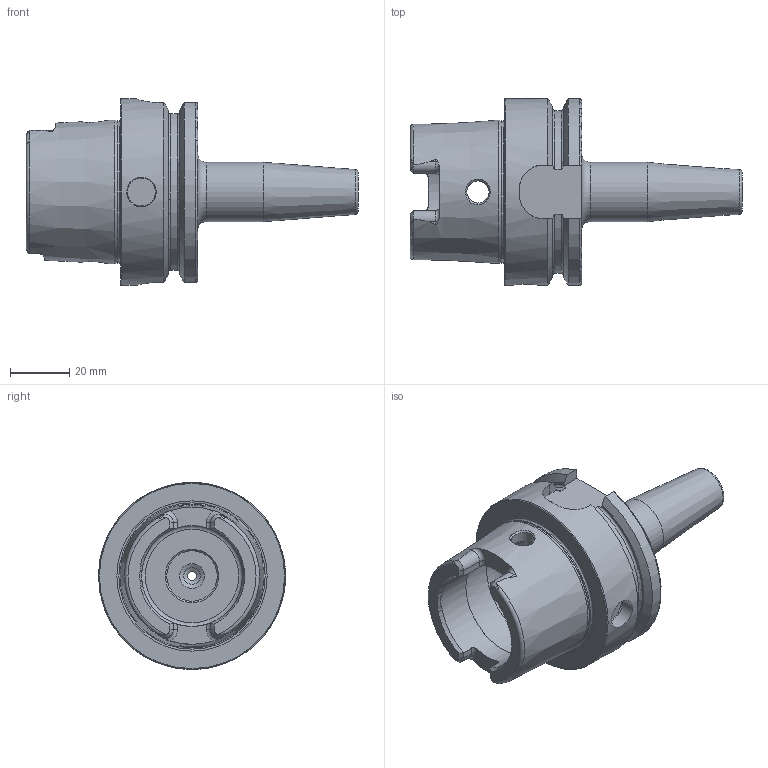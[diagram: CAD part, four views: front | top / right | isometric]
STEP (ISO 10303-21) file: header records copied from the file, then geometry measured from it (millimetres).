
FILE_DESCRIPTION (( 'STEP AP214' ), '1' );
FILE_NAME ('HA6.S03.K01.080.STEP', '2021-12-15T13:28:36', ( '' ), ( '' ), 'SwSTEP 2.0', 'SolidWorks 2017', '' );
FILE_SCHEMA (( 'AUTOMOTIVE_DESIGN' ));
Length unit declared in the file: millimetre
Products named in the file (1): HA6.S03.K01.080
Bounding box: 111.9 x 63 x 63 mm (x, y, z)
Volume: 93708.9 mm3; surface area: 26508.4 mm2
Topology: 1 solids, 1 shells, 140 faces, 368 edges, 235 vertices
Faces by surface type: plane 48, cylinder 35, cone 25, torus 22, bspline 10
Full cylindrical faces by diameter (mm): 3 x1, 5.5 x1, 7.5 x2, 8 x2, 8.4 x1, 10 x1, 17 x1, 19 x1, 20 x1, 34 x2, 40 x1, 47.941 x1, 63 x1
Entity records: 5709 total; most frequent: CARTESIAN_POINT 2569, ORIENTED_EDGE 646, DIRECTION 582, EDGE_CURVE 323, AXIS2_PLACEMENT_3D 243, VERTEX_POINT 226, EDGE_LOOP 187, FACE_OUTER_BOUND 167
